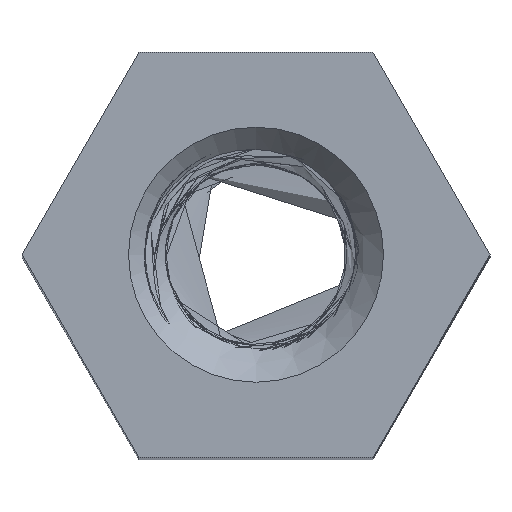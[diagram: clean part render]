
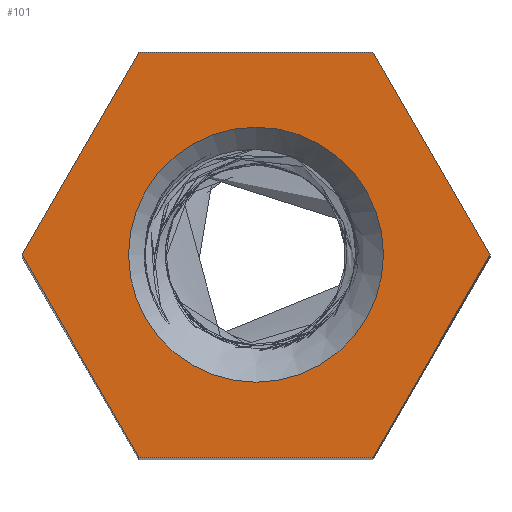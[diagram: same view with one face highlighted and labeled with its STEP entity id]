
A CAD part, top view. The second image highlights one B-rep face of the part: STEP entity #101.
In plain terms, the highlighted planar face has unit normal (0, 0, 1).
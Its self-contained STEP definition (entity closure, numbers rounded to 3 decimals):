
#101=ADVANCED_FACE('',(#21539,#21541),#21543,.T.);
#21539=FACE_BOUND('',#21540,.T.);
#21540=EDGE_LOOP('',(#22715,#22716,#22717,#22718,#22719,#22720));
#21541=FACE_BOUND('',#21542,.T.);
#21542=EDGE_LOOP('',(#22721));
#21543=PLANE('',#21544);
#21544=AXIS2_PLACEMENT_3D('',#21545,#21546,#21547);
#21545=CARTESIAN_POINT('',(0.,0.,20.));
#21546=DIRECTION('',(0.,0.,1.));
#21547=DIRECTION('',(-1.,0.,0.));
#22715=ORIENTED_EDGE('',*,*,#22959,.T.);
#22716=ORIENTED_EDGE('',*,*,#22960,.T.);
#22717=ORIENTED_EDGE('',*,*,#22961,.T.);
#22718=ORIENTED_EDGE('',*,*,#22962,.T.);
#22719=ORIENTED_EDGE('',*,*,#22963,.T.);
#22720=ORIENTED_EDGE('',*,*,#22964,.T.);
#22721=ORIENTED_EDGE('',*,*,#22881,.T.);
#22881=EDGE_CURVE('',#23008,#23008,#23009,.F.);
#22959=EDGE_CURVE('',#23160,#23161,#23162,.T.);
#22960=EDGE_CURVE('',#23161,#23163,#23164,.T.);
#22961=EDGE_CURVE('',#23163,#23165,#23166,.T.);
#22962=EDGE_CURVE('',#23165,#23167,#23168,.T.);
#22963=EDGE_CURVE('',#23167,#23169,#23170,.T.);
#22964=EDGE_CURVE('',#23169,#23160,#23171,.T.);
#23008=VERTEX_POINT('',#23221);
#23009=CIRCLE('',#23222,1.73);
#23160=VERTEX_POINT('',#28881);
#23161=VERTEX_POINT('',#28882);
#23162=LINE('',#28883,#28884);
#23163=VERTEX_POINT('',#28886);
#23164=LINE('',#28887,#28888);
#23165=VERTEX_POINT('',#28890);
#23166=LINE('',#28891,#28892);
#23167=VERTEX_POINT('',#28894);
#23168=LINE('',#28895,#28896);
#23169=VERTEX_POINT('',#28898);
#23170=LINE('',#28899,#28900);
#23171=LINE('',#28902,#28903);
#23221=CARTESIAN_POINT('',(0.,1.73,20.));
#23222=AXIS2_PLACEMENT_3D('',#23223,#23224,#23225);
#23223=CARTESIAN_POINT('',(0.,0.,20.));
#23224=DIRECTION('',(0.,0.,1.));
#23225=DIRECTION('',(0.,1.,-0.));
#28881=CARTESIAN_POINT('',(3.175,0.,20.));
#28882=CARTESIAN_POINT('',(1.588,2.75,20.));
#28883=CARTESIAN_POINT('',(3.175,0.,20.));
#28884=VECTOR('',#28885,1.);
#28885=DIRECTION('',(-0.5,0.866,0.));
#28886=CARTESIAN_POINT('',(-1.588,2.75,20.));
#28887=CARTESIAN_POINT('',(1.588,2.75,20.));
#28888=VECTOR('',#28889,1.);
#28889=DIRECTION('',(-1.,0.,0.));
#28890=CARTESIAN_POINT('',(-3.175,0.,20.));
#28891=CARTESIAN_POINT('',(-1.588,2.75,20.));
#28892=VECTOR('',#28893,1.);
#28893=DIRECTION('',(-0.5,-0.866,0.));
#28894=CARTESIAN_POINT('',(-1.588,-2.75,20.));
#28895=CARTESIAN_POINT('',(-3.175,0.,20.));
#28896=VECTOR('',#28897,1.);
#28897=DIRECTION('',(0.5,-0.866,0.));
#28898=CARTESIAN_POINT('',(1.588,-2.75,20.));
#28899=CARTESIAN_POINT('',(-1.588,-2.75,20.));
#28900=VECTOR('',#28901,1.);
#28901=DIRECTION('',(1.,0.,0.));
#28902=CARTESIAN_POINT('',(1.588,-2.75,20.));
#28903=VECTOR('',#28904,1.);
#28904=DIRECTION('',(0.5,0.866,0.));
